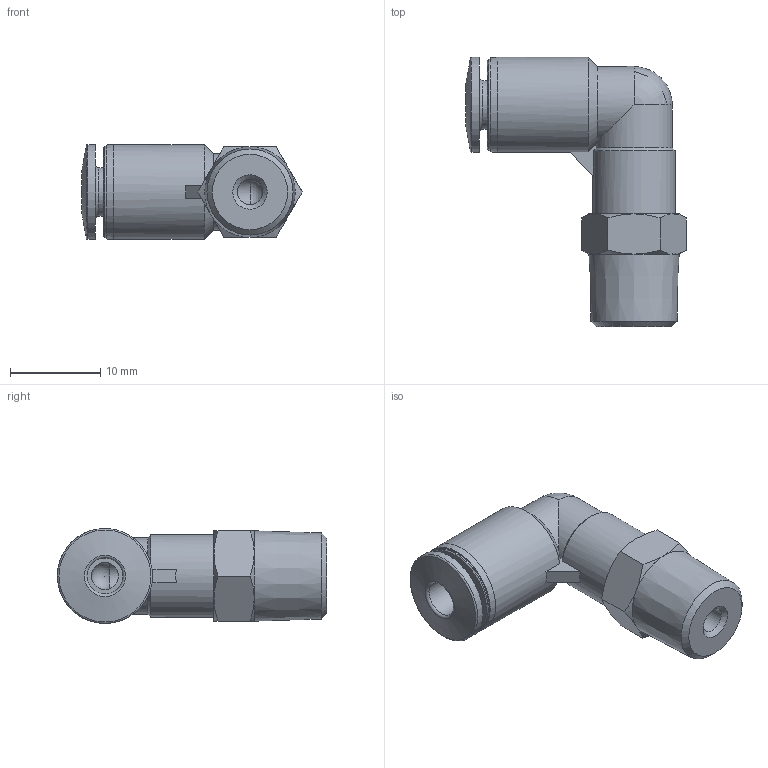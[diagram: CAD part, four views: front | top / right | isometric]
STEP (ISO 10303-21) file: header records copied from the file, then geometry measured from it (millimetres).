
FILE_DESCRIPTION(/* description */ ('STEP AP214'),/* implementation_level */ '2;1');
FILE_NAME(/* name */ '533233_QBL-1_8-5_32-U-M',/* time_stamp */ '2024-09-14T02:27:42+02:00',/* author */ ('License CC BY-ND 4.0'),/* organization */ ('CADENAS'),/* preprocessor_version */ 'ST-DEVELOPER v19.3',/* originating_system */ 'PARTsolutions',/* authorisation */ ' ');
FILE_SCHEMA (('AUTOMOTIVE_DESIGN {1 0 10303 214 3 1 1}'));
Length unit declared in the file: millimetre
Products named in the file (1): 533233 QBL-1/8-5/32-U-M
Bounding box: 24.37 x 29.75 x 10.5 mm (x, y, z)
Volume: 2723.3 mm3; surface area: 2000.1 mm2
Topology: 1 solids, 1 shells, 51 faces, 116 edges, 69 vertices
Faces by surface type: cone 20, plane 16, cylinder 10, torus 3, sphere 2
Full cylindrical faces by diameter (mm): 2.8 x1, 3 x1, 3.969 x1, 5.369 x1, 9.1 x1, 10.1 x1, 10.5 x2
Entity records: 1685 total; most frequent: CARTESIAN_POINT 305, DIRECTION 208, ORIENTED_EDGE 180, AXIS2_PLACEMENT_3D 97, EDGE_CURVE 90, EDGE_LOOP 75, FACE_BOUND 75, VERTEX_POINT 63
